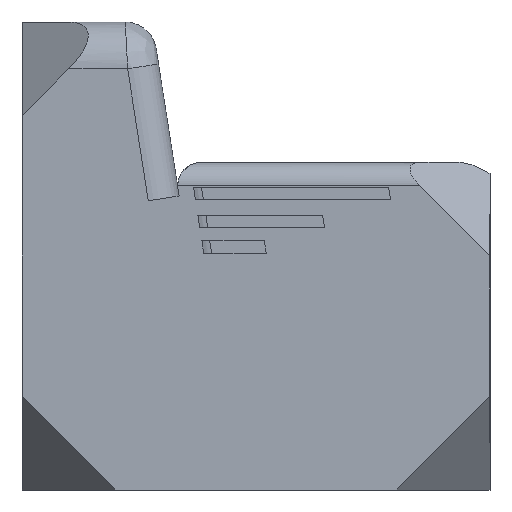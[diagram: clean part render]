
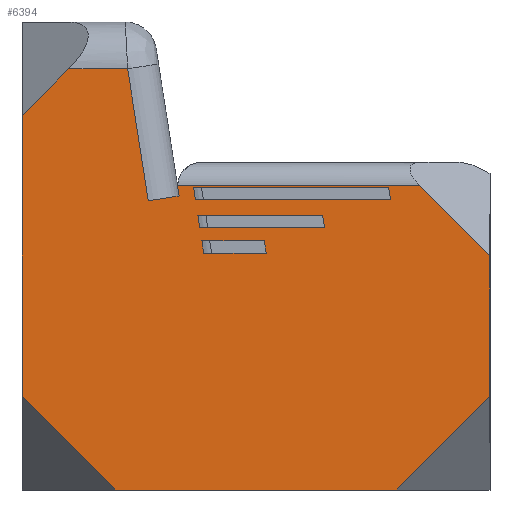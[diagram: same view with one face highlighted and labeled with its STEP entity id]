
A CAD part, left-side view. The second image highlights one B-rep face of the part: STEP entity #6394.
In plain terms, the highlighted planar face has unit normal (-1, 0, 0).
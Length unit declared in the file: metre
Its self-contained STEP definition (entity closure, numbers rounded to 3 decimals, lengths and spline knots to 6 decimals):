
#230=CIRCLE('',#6771,0.0015);
#700=LINE('',#9796,#1273);
#701=LINE('',#9799,#1274);
#702=LINE('',#9801,#1275);
#703=LINE('',#9803,#1276);
#704=LINE('',#9804,#1277);
#705=LINE('',#9807,#1278);
#706=LINE('',#9809,#1279);
#707=LINE('',#9811,#1280);
#708=LINE('',#9812,#1281);
#709=LINE('',#9815,#1282);
#710=LINE('',#9817,#1283);
#711=LINE('',#9819,#1284);
#712=LINE('',#9820,#1285);
#713=LINE('',#9823,#1286);
#714=LINE('',#9825,#1287);
#715=LINE('',#9827,#1288);
#716=LINE('',#9829,#1289);
#717=LINE('',#9831,#1290);
#718=LINE('',#9833,#1291);
#719=LINE('',#9835,#1292);
#720=LINE('',#9837,#1293);
#721=LINE('',#9839,#1294);
#722=LINE('',#9841,#1295);
#723=LINE('',#9845,#1296);
#724=LINE('',#9847,#1297);
#1273=VECTOR('',#7607,1.);
#1274=VECTOR('',#7608,1.);
#1275=VECTOR('',#7609,1.);
#1276=VECTOR('',#7610,1.);
#1277=VECTOR('',#7611,1.);
#1278=VECTOR('',#7612,1.);
#1279=VECTOR('',#7613,1.);
#1280=VECTOR('',#7614,1.);
#1281=VECTOR('',#7615,1.);
#1282=VECTOR('',#7616,1.);
#1283=VECTOR('',#7617,1.);
#1284=VECTOR('',#7618,1.);
#1285=VECTOR('',#7619,1.);
#1286=VECTOR('',#7620,1.);
#1287=VECTOR('',#7621,1.);
#1288=VECTOR('',#7622,1.);
#1289=VECTOR('',#7623,1.);
#1290=VECTOR('',#7624,1.);
#1291=VECTOR('',#7625,1.);
#1292=VECTOR('',#7626,1.);
#1293=VECTOR('',#7627,1.);
#1294=VECTOR('',#7628,1.);
#1295=VECTOR('',#7629,1.);
#1296=VECTOR('',#7632,1.);
#1297=VECTOR('',#7633,1.);
#1855=ORIENTED_EDGE('',*,*,#3873,.F.);
#1856=ORIENTED_EDGE('',*,*,#3874,.T.);
#1857=ORIENTED_EDGE('',*,*,#3875,.F.);
#1858=ORIENTED_EDGE('',*,*,#3876,.F.);
#1859=ORIENTED_EDGE('',*,*,#3877,.F.);
#1860=ORIENTED_EDGE('',*,*,#3878,.T.);
#1861=ORIENTED_EDGE('',*,*,#3879,.F.);
#1862=ORIENTED_EDGE('',*,*,#3880,.F.);
#1863=ORIENTED_EDGE('',*,*,#3881,.T.);
#1864=ORIENTED_EDGE('',*,*,#3882,.T.);
#1865=ORIENTED_EDGE('',*,*,#3883,.F.);
#1866=ORIENTED_EDGE('',*,*,#3884,.F.);
#1867=ORIENTED_EDGE('',*,*,#3885,.F.);
#1868=ORIENTED_EDGE('',*,*,#3886,.T.);
#1869=ORIENTED_EDGE('',*,*,#3887,.T.);
#1870=ORIENTED_EDGE('',*,*,#3888,.F.);
#1871=ORIENTED_EDGE('',*,*,#3889,.F.);
#1872=ORIENTED_EDGE('',*,*,#3890,.T.);
#1873=ORIENTED_EDGE('',*,*,#3891,.T.);
#1874=ORIENTED_EDGE('',*,*,#3892,.F.);
#1875=ORIENTED_EDGE('',*,*,#3893,.F.);
#1876=ORIENTED_EDGE('',*,*,#3894,.F.);
#1877=ORIENTED_EDGE('',*,*,#3895,.T.);
#1878=ORIENTED_EDGE('',*,*,#3896,.T.);
#1879=ORIENTED_EDGE('',*,*,#3897,.T.);
#1880=ORIENTED_EDGE('',*,*,#3898,.F.);
#3873=EDGE_CURVE('',#4882,#4883,#700,.T.);
#3874=EDGE_CURVE('',#4882,#4884,#701,.T.);
#3875=EDGE_CURVE('',#4885,#4884,#702,.T.);
#3876=EDGE_CURVE('',#4883,#4885,#703,.T.);
#3877=EDGE_CURVE('',#4886,#4887,#704,.T.);
#3878=EDGE_CURVE('',#4886,#4888,#705,.T.);
#3879=EDGE_CURVE('',#4889,#4888,#706,.T.);
#3880=EDGE_CURVE('',#4887,#4889,#707,.T.);
#3881=EDGE_CURVE('',#4890,#4891,#708,.T.);
#3882=EDGE_CURVE('',#4891,#4892,#709,.T.);
#3883=EDGE_CURVE('',#4893,#4892,#710,.T.);
#3884=EDGE_CURVE('',#4890,#4893,#711,.T.);
#3885=EDGE_CURVE('',#4894,#4895,#712,.T.);
#3886=EDGE_CURVE('',#4894,#4896,#713,.T.);
#3887=EDGE_CURVE('',#4896,#4897,#714,.T.);
#3888=EDGE_CURVE('',#4898,#4897,#715,.T.);
#3889=EDGE_CURVE('',#4899,#4898,#716,.T.);
#3890=EDGE_CURVE('',#4899,#4900,#717,.T.);
#3891=EDGE_CURVE('',#4900,#4901,#718,.T.);
#3892=EDGE_CURVE('',#4902,#4901,#719,.T.);
#3893=EDGE_CURVE('',#4903,#4902,#720,.T.);
#3894=EDGE_CURVE('',#4904,#4903,#721,.T.);
#3895=EDGE_CURVE('',#4904,#4905,#722,.T.);
#3896=EDGE_CURVE('',#4905,#4906,#230,.T.);
#3897=EDGE_CURVE('',#4906,#4907,#723,.T.);
#3898=EDGE_CURVE('',#4895,#4907,#724,.T.);
#4882=VERTEX_POINT('',#9797);
#4883=VERTEX_POINT('',#9798);
#4884=VERTEX_POINT('',#9800);
#4885=VERTEX_POINT('',#9802);
#4886=VERTEX_POINT('',#9805);
#4887=VERTEX_POINT('',#9806);
#4888=VERTEX_POINT('',#9808);
#4889=VERTEX_POINT('',#9810);
#4890=VERTEX_POINT('',#9813);
#4891=VERTEX_POINT('',#9814);
#4892=VERTEX_POINT('',#9816);
#4893=VERTEX_POINT('',#9818);
#4894=VERTEX_POINT('',#9821);
#4895=VERTEX_POINT('',#9822);
#4896=VERTEX_POINT('',#9824);
#4897=VERTEX_POINT('',#9826);
#4898=VERTEX_POINT('',#9828);
#4899=VERTEX_POINT('',#9830);
#4900=VERTEX_POINT('',#9832);
#4901=VERTEX_POINT('',#9834);
#4902=VERTEX_POINT('',#9836);
#4903=VERTEX_POINT('',#9838);
#4904=VERTEX_POINT('',#9840);
#4905=VERTEX_POINT('',#9842);
#4906=VERTEX_POINT('',#9844);
#4907=VERTEX_POINT('',#9846);
#5508=EDGE_LOOP('',(#1855,#1856,#1857,#1858));
#5509=EDGE_LOOP('',(#1859,#1860,#1861,#1862));
#5510=EDGE_LOOP('',(#1863,#1864,#1865,#1866));
#5511=EDGE_LOOP('',(#1867,#1868,#1869,#1870,#1871,#1872,#1873,#1874,#1875,
#1876,#1877,#1878,#1879,#1880));
#5883=FACE_BOUND('',#5508,.T.);
#5884=FACE_BOUND('',#5509,.T.);
#5885=FACE_BOUND('',#5510,.T.);
#5886=FACE_BOUND('',#5511,.T.);
#6252=PLANE('',#6770);
#6394=ADVANCED_FACE('',(#5883,#5884,#5885,#5886),#6252,.T.);
#6770=AXIS2_PLACEMENT_3D('',#9795,#7605,#7606);
#6771=AXIS2_PLACEMENT_3D('',#9843,#7630,#7631);
#7605=DIRECTION('',(-1.,0.,0.));
#7606=DIRECTION('',(0.,0.,-1.));
#7607=DIRECTION('',(0.,-1.,0.));
#7608=DIRECTION('',(0.,0.154,0.988));
#7609=DIRECTION('',(0.,1.,0.));
#7610=DIRECTION('',(0.,0.154,0.988));
#7611=DIRECTION('',(0.,-1.,0.));
#7612=DIRECTION('',(0.,0.154,0.988));
#7613=DIRECTION('',(0.,1.,0.));
#7614=DIRECTION('',(0.,0.154,0.988));
#7615=DIRECTION('',(0.,1.,0.));
#7616=DIRECTION('',(0.,0.154,0.988));
#7617=DIRECTION('',(0.,1.,0.));
#7618=DIRECTION('',(0.,0.154,0.988));
#7619=DIRECTION('',(0.,-0.154,-0.988));
#7620=DIRECTION('',(0.,1.,0.));
#7621=DIRECTION('',(0.,0.707,-0.707));
#7622=DIRECTION('',(0.,0.,1.));
#7623=DIRECTION('',(0.,0.707,0.707));
#7624=DIRECTION('',(0.,-1.,0.));
#7625=DIRECTION('',(0.,-0.707,0.707));
#7626=DIRECTION('',(0.,0.,-1.));
#7627=DIRECTION('',(0.,-1.,0.));
#7628=DIRECTION('',(0.,-0.707,-0.707));
#7629=DIRECTION('',(0.,1.,0.));
#7630=DIRECTION('',(-1.,0.,0.));
#7631=DIRECTION('',(0.,0.,-1.));
#7632=DIRECTION('',(0.,-0.154,-0.988));
#7633=DIRECTION('',(0.,-0.988,0.154));
#9795=CARTESIAN_POINT('',(0.,0.,0.));
#9796=CARTESIAN_POINT('',(0.,0.,0.015179));
#9797=CARTESIAN_POINT('',(0.,-0.011654,0.015179));
#9798=CARTESIAN_POINT('',(0.,-0.015654,0.015179));
#9799=CARTESIAN_POINT('',(0.,-0.01369,0.002137));
#9800=CARTESIAN_POINT('',(0.,-0.011529,0.015979));
#9801=CARTESIAN_POINT('',(0.,0.,0.015979));
#9802=CARTESIAN_POINT('',(0.,-0.015529,0.015979));
#9803=CARTESIAN_POINT('',(0.,-0.017595,0.002747));
#9804=CARTESIAN_POINT('',(0.,0.,0.016824));
#9805=CARTESIAN_POINT('',(0.,-0.011398,0.016824));
#9806=CARTESIAN_POINT('',(0.,-0.019398,0.016824));
#9807=CARTESIAN_POINT('',(0.,-0.01369,0.002137));
#9808=CARTESIAN_POINT('',(0.,-0.011273,0.017624));
#9809=CARTESIAN_POINT('',(0.,0.,0.017624));
#9810=CARTESIAN_POINT('',(0.,-0.019273,0.017624));
#9811=CARTESIAN_POINT('',(0.,-0.0215,0.003357));
#9812=CARTESIAN_POINT('',(0.,0.,0.0186));
#9813=CARTESIAN_POINT('',(0.,-0.023625,0.0186));
#9814=CARTESIAN_POINT('',(0.,-0.01112,0.0186));
#9815=CARTESIAN_POINT('',(0.,-0.01369,0.002137));
#9816=CARTESIAN_POINT('',(0.,-0.010995,0.0194));
#9817=CARTESIAN_POINT('',(0.,0.,0.0194));
#9818=CARTESIAN_POINT('',(0.,-0.0235,0.0194));
#9819=CARTESIAN_POINT('',(0.,-0.025897,0.004043));
#9820=CARTESIAN_POINT('',(0.,-0.004237,0.043241));
#9821=CARTESIAN_POINT('',(0.,-0.006773,0.027));
#9822=CARTESIAN_POINT('',(0.,-0.008093,0.01854));
#9823=CARTESIAN_POINT('',(0.,0.,0.027));
#9824=CARTESIAN_POINT('',(0.,-0.003,0.027));
#9825=CARTESIAN_POINT('',(0.,-0.00225,0.02625));
#9826=CARTESIAN_POINT('',(0.,0.,0.024));
#9827=CARTESIAN_POINT('',(0.,0.,0.));
#9828=CARTESIAN_POINT('',(0.,0.,0.006));
#9829=CARTESIAN_POINT('',(0.,-0.01125,-0.00525));
#9830=CARTESIAN_POINT('',(0.,-0.006,0.));
#9831=CARTESIAN_POINT('',(0.,-0.03,0.));
#9832=CARTESIAN_POINT('',(0.,-0.024,0.));
#9833=CARTESIAN_POINT('',(0.,-0.01875,-0.00525));
#9834=CARTESIAN_POINT('',(0.,-0.03,0.006));
#9835=CARTESIAN_POINT('',(0.,-0.03,0.));
#9836=CARTESIAN_POINT('',(0.,-0.03,0.015072));
#9837=CARTESIAN_POINT('',(0.,0.,0.015072));
#9838=CARTESIAN_POINT('',(0.,-0.029928,0.015072));
#9839=CARTESIAN_POINT('',(0.,-0.02775,0.01725));
#9840=CARTESIAN_POINT('',(0.,-0.0255,0.0195));
#9841=CARTESIAN_POINT('',(0.,0.,0.0195));
#9842=CARTESIAN_POINT('',(0.,-0.009986,0.0195));
#9843=CARTESIAN_POINT('',(0.,-0.011486,0.0195));
#9844=CARTESIAN_POINT('',(0.,-0.010004,0.019269));
#9845=CARTESIAN_POINT('',(0.,-0.006213,0.043549));
#9846=CARTESIAN_POINT('',(0.,-0.010069,0.018848));
#9847=CARTESIAN_POINT('',(0.,-0.009081,0.018694));
